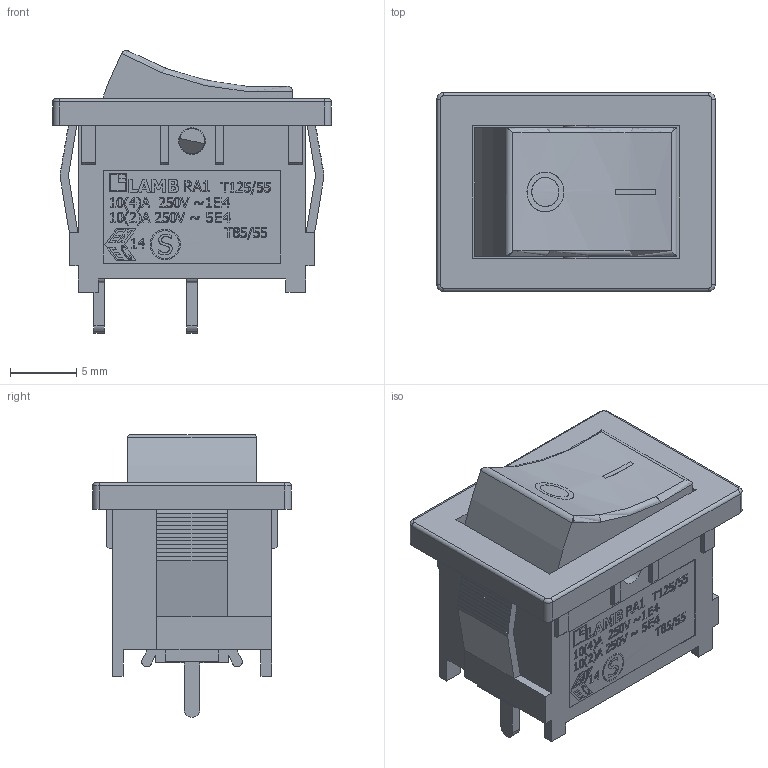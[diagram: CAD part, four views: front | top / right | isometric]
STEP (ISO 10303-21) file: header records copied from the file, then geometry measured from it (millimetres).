
FILE_DESCRIPTION((''),'2;1');
FILE_NAME('RA131Cxxx1.stp','2018-01-04T16:13:37',('mwilliams'),(''),'Autodesk Inventor 2012','Autodesk Inventor 2012','');
FILE_SCHEMA(('AUTOMOTIVE_DESIGN { 1 0 10303 214 1 1 1 1 }'));
Length unit declared in the file: millimetre
Products named in the file (1): RA131Cxxx1
Bounding box: 21 x 15 x 21.32 mm (x, y, z)
Volume: 1507.6 mm3; surface area: 3295.5 mm2
Topology: 2 solids, 2 shells, 1083 faces, 2957 edges, 1966 vertices
Faces by surface type: plane 728, bspline 323, cylinder 30, torus 2
Full cylindrical faces by diameter (mm): 1.9 x2, 2 x2, 2.11 x1, 2.29 x1
Entity records: 38297 total; most frequent: CARTESIAN_POINT 12947, ORIENTED_EDGE 5910, DIRECTION 3911, EDGE_CURVE 2955, VECTOR 2245, LINE 2245, VERTEX_POINT 1966, EDGE_LOOP 1181
